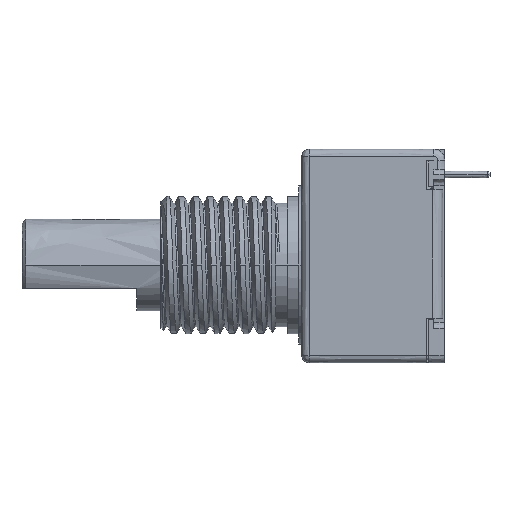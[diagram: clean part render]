
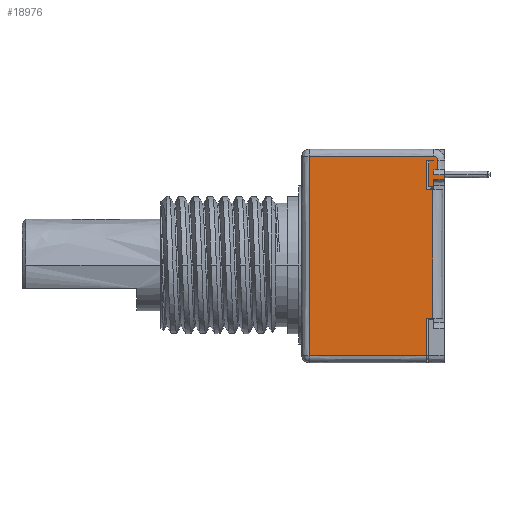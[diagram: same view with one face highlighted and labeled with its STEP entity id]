
A CAD part, left-side view. The second image highlights one B-rep face of the part: STEP entity #18976.
In plain terms, the highlighted free-form (B-spline) face has degree [1, 1] with [2, 2] control points.
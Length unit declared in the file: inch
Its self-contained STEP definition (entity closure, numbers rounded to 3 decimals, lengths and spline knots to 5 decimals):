
#939=DIRECTION('',(0.,0.,1.));
#940=VECTOR('',#939,0.012);
#941=CARTESIAN_POINT('',(-0.2805,-0.006,0.233));
#942=LINE('',#941,#940);
#5694=DIRECTION('',(0.,1.,0.));
#5695=VECTOR('',#5694,0.01031);
#5696=CARTESIAN_POINT('',(-0.2805,0.01169,0.2585));
#5697=LINE('',#5696,#5695);
#5701=DIRECTION('',(0.,0.,1.));
#5702=VECTOR('',#5701,0.0135);
#5703=CARTESIAN_POINT('',(-0.2805,0.022,0.245));
#5704=LINE('',#5703,#5702);
#5708=DIRECTION('',(0.,1.,0.));
#5709=VECTOR('',#5708,0.028);
#5710=CARTESIAN_POINT('',(-0.2805,-0.006,0.245));
#5711=LINE('',#5710,#5709);
#5715=DIRECTION('',(0.,1.,0.));
#5716=VECTOR('',#5715,0.028);
#5717=CARTESIAN_POINT('',(-0.2805,-0.006,0.233));
#5718=LINE('',#5717,#5716);
#5722=DIRECTION('',(0.,0.,1.));
#5723=VECTOR('',#5722,0.02);
#5724=CARTESIAN_POINT('',(-0.2805,0.022,0.213));
#5725=LINE('',#5724,#5723);
#5729=DIRECTION('',(0.,-1.,0.));
#5730=VECTOR('',#5729,0.014);
#5731=CARTESIAN_POINT('',(-0.2805,0.036,0.213));
#5732=LINE('',#5731,#5730);
#5736=DIRECTION('',(0.,0.,1.));
#5737=VECTOR('',#5736,0.07);
#5738=CARTESIAN_POINT('',(-0.2805,0.036,0.213));
#5739=LINE('',#5738,#5737);
#5743=DIRECTION('',(0.,-1.,0.));
#5744=VECTOR('',#5743,0.014);
#5745=CARTESIAN_POINT('',(-0.2805,0.036,0.283));
#5746=LINE('',#5745,#5744);
#5750=DIRECTION('',(0.,0.,1.));
#5751=VECTOR('',#5750,0.001);
#5752=CARTESIAN_POINT('',(-0.2805,0.022,0.283));
#5753=LINE('',#5752,#5751);
#5757=CARTESIAN_POINT('',(-0.2805,0.023,0.284));
#5758=DIRECTION('',(-1.,0.,0.));
#5759=DIRECTION('',(0.,-1.,0.));
#5760=AXIS2_PLACEMENT_3D('',#5757,#5758,#5759);
#5765=DIRECTION('',(0.,1.,0.));
#5766=VECTOR('',#5765,0.019);
#5767=CARTESIAN_POINT('',(-0.2805,0.023,0.285));
#5768=LINE('',#5767,#5766);
#5772=DIRECTION('',(0.,0.,1.));
#5773=VECTOR('',#5772,0.08);
#5774=CARTESIAN_POINT('',(-0.2805,0.042,0.205));
#5775=LINE('',#5774,#5773);
#5779=DIRECTION('',(0.,0.,1.));
#5780=VECTOR('',#5779,0.10131);
#5781=CARTESIAN_POINT('',(-0.2805,0.042,-0.24631));
#5782=LINE('',#5781,#5780);
#5786=CARTESIAN_POINT('',(-0.2805,0.023,0.284));
#5787=DIRECTION('',(1.,0.,0.));
#5788=DIRECTION('',(0.,0.,1.));
#5789=AXIS2_PLACEMENT_3D('',#5786,#5787,#5788);
#5794=DIRECTION('',(0.,0.,-1.));
#5795=VECTOR('',#5794,0.0255);
#5796=CARTESIAN_POINT('',(-0.2805,0.01169,0.284));
#5797=LINE('',#5796,#5795);
#5874=DIRECTION('',(0.,-1.,0.));
#5875=VECTOR('',#5874,0.017);
#5876=CARTESIAN_POINT('',(-0.2805,0.042,-0.145));
#5877=LINE('',#5876,#5875);
#5949=DIRECTION('',(0.,-1.,0.));
#5950=VECTOR('',#5949,0.017);
#5951=CARTESIAN_POINT('',(-0.2805,0.042,0.205));
#5952=LINE('',#5951,#5950);
#6013=DIRECTION('',(0.,0.,1.));
#6014=VECTOR('',#6013,0.35);
#6015=CARTESIAN_POINT('',(-0.2805,0.025,-0.145));
#6016=LINE('',#6015,#6014);
#6582=DIRECTION('',(0.,1.,0.));
#6583=VECTOR('',#6582,0.33831);
#6584=CARTESIAN_POINT('',(-0.2805,0.023,0.29531));
#6585=LINE('',#6584,#6583);
#6628=DIRECTION('',(0.,0.,1.));
#6629=VECTOR('',#6628,0.54163);
#6630=CARTESIAN_POINT('',(-0.2805,0.36131,-0.24631));
#6631=LINE('',#6630,#6629);
#6704=DIRECTION('',(0.,-1.,0.));
#6705=VECTOR('',#6704,0.31931);
#6706=CARTESIAN_POINT('',(-0.2805,0.36131,-0.24631));
#6707=LINE('',#6706,#6705);
#11583=CARTESIAN_POINT('',(-0.2805,0.36131,-0.24631));
#11584=CARTESIAN_POINT('',(-0.2805,0.36131,0.29531));
#11585=VERTEX_POINT('',#11583);
#11586=VERTEX_POINT('',#11584);
#11633=CARTESIAN_POINT('',(-0.2805,0.042,-0.24631));
#11635=VERTEX_POINT('',#11633);
#11685=CARTESIAN_POINT('',(-0.2805,0.025,-0.145));
#11687=VERTEX_POINT('',#11685);
#11691=CARTESIAN_POINT('',(-0.2805,0.025,0.205));
#11693=VERTEX_POINT('',#11691);
#11701=CARTESIAN_POINT('',(-0.2805,0.042,-0.145));
#11702=VERTEX_POINT('',#11701);
#11705=CARTESIAN_POINT('',(-0.2805,0.042,0.205));
#11706=VERTEX_POINT('',#11705);
#11765=CARTESIAN_POINT('',(-0.2805,0.022,0.284));
#11766=CARTESIAN_POINT('',(-0.2805,0.023,0.285));
#11767=VERTEX_POINT('',#11765);
#11768=VERTEX_POINT('',#11766);
#11779=CARTESIAN_POINT('',(-0.2805,0.01169,0.2585));
#11780=VERTEX_POINT('',#11779);
#11781=CARTESIAN_POINT('',(-0.2805,0.023,0.29531));
#11782=VERTEX_POINT('',#11781);
#11783=CARTESIAN_POINT('',(-0.2805,0.01169,0.284));
#11784=VERTEX_POINT('',#11783);
#11845=CARTESIAN_POINT('',(-0.2805,0.042,0.285));
#11846=VERTEX_POINT('',#11845);
#12393=CARTESIAN_POINT('',(-0.2805,-0.006,0.233));
#12394=CARTESIAN_POINT('',(-0.2805,0.022,0.233));
#12395=VERTEX_POINT('',#12393);
#12396=VERTEX_POINT('',#12394);
#12413=CARTESIAN_POINT('',(-0.2805,-0.006,0.245));
#12414=VERTEX_POINT('',#12413);
#12425=CARTESIAN_POINT('',(-0.2805,0.022,0.245));
#12426=VERTEX_POINT('',#12425);
#12449=CARTESIAN_POINT('',(-0.2805,0.036,0.213));
#12450=CARTESIAN_POINT('',(-0.2805,0.036,0.283));
#12451=VERTEX_POINT('',#12449);
#12452=VERTEX_POINT('',#12450);
#12459=CARTESIAN_POINT('',(-0.2805,0.022,0.213));
#12460=VERTEX_POINT('',#12459);
#13229=CARTESIAN_POINT('',(-0.2805,0.022,0.2585));
#13231=VERTEX_POINT('',#13229);
#13237=CARTESIAN_POINT('',(-0.2805,0.022,0.283));
#13239=VERTEX_POINT('',#13237);
#18932=CARTESIAN_POINT('',(-0.2805,-0.01335,-0.25715));
#18933=CARTESIAN_POINT('',(-0.2805,0.36866,-0.25715));
#18934=CARTESIAN_POINT('',(-0.2805,-0.01335,0.30615));
#18935=CARTESIAN_POINT('',(-0.2805,0.36866,0.30615));
#18936=B_SPLINE_SURFACE_WITH_KNOTS('',1,1,((#18932,#18933),(#18934,#18935)),
.UNSPECIFIED.,.F.,.F.,.F.,(2,2),(2,2),(0.00885,0.57215),(
-0.01335,0.36866),.UNSPECIFIED.);
#18938=ORIENTED_EDGE('',*,*,#18937,.T.);
#18939=ORIENTED_EDGE('',*,*,#17617,.F.);
#18941=ORIENTED_EDGE('',*,*,#18940,.F.);
#18942=ORIENTED_EDGE('',*,*,#13574,.F.);
#18944=ORIENTED_EDGE('',*,*,#18943,.T.);
#18945=ORIENTED_EDGE('',*,*,#17535,.F.);
#18947=ORIENTED_EDGE('',*,*,#18946,.F.);
#18948=ORIENTED_EDGE('',*,*,#17807,.T.);
#18949=ORIENTED_EDGE('',*,*,#18241,.T.);
#18951=ORIENTED_EDGE('',*,*,#18950,.T.);
#18953=ORIENTED_EDGE('',*,*,#18952,.T.);
#18955=ORIENTED_EDGE('',*,*,#18954,.T.);
#18956=ORIENTED_EDGE('',*,*,#18084,.F.);
#18958=ORIENTED_EDGE('',*,*,#18957,.T.);
#18960=ORIENTED_EDGE('',*,*,#18959,.F.);
#18962=ORIENTED_EDGE('',*,*,#18961,.F.);
#18963=ORIENTED_EDGE('',*,*,#18108,.F.);
#18965=ORIENTED_EDGE('',*,*,#18964,.F.);
#18967=ORIENTED_EDGE('',*,*,#18966,.T.);
#18969=ORIENTED_EDGE('',*,*,#18968,.F.);
#18971=ORIENTED_EDGE('',*,*,#18970,.T.);
#18973=ORIENTED_EDGE('',*,*,#18972,.T.);
#18974=EDGE_LOOP('',(#18938,#18939,#18941,#18942,#18944,#18945,#18947,#18948,
#18949,#18951,#18953,#18955,#18956,#18958,#18960,#18962,#18963,#18965,#18967,
#18969,#18971,#18973));
#18975=FACE_OUTER_BOUND('',#18974,.F.);
#18976=ADVANCED_FACE('',(#18975),#18936,.T.);
#5761=CIRCLE('',#5760,0.001);
#5790=CIRCLE('',#5789,0.01131);
#13574=EDGE_CURVE('',#12395,#12414,#942,.T.);
#17535=EDGE_CURVE('',#12460,#12396,#5725,.T.);
#17617=EDGE_CURVE('',#12426,#13231,#5704,.T.);
#17807=EDGE_CURVE('',#12451,#12452,#5739,.T.);
#18084=EDGE_CURVE('',#11706,#11846,#5775,.T.);
#18108=EDGE_CURVE('',#11635,#11702,#5782,.T.);
#18241=EDGE_CURVE('',#12452,#13239,#5746,.T.);
#18937=EDGE_CURVE('',#11780,#13231,#5697,.T.);
#18940=EDGE_CURVE('',#12414,#12426,#5711,.T.);
#18943=EDGE_CURVE('',#12395,#12396,#5718,.T.);
#18946=EDGE_CURVE('',#12451,#12460,#5732,.T.);
#18950=EDGE_CURVE('',#13239,#11767,#5753,.T.);
#18952=EDGE_CURVE('',#11767,#11768,#5761,.T.);
#18954=EDGE_CURVE('',#11768,#11846,#5768,.T.);
#18957=EDGE_CURVE('',#11706,#11693,#5952,.T.);
#18959=EDGE_CURVE('',#11687,#11693,#6016,.T.);
#18961=EDGE_CURVE('',#11702,#11687,#5877,.T.);
#18964=EDGE_CURVE('',#11585,#11635,#6707,.T.);
#18966=EDGE_CURVE('',#11585,#11586,#6631,.T.);
#18968=EDGE_CURVE('',#11782,#11586,#6585,.T.);
#18970=EDGE_CURVE('',#11782,#11784,#5790,.T.);
#18972=EDGE_CURVE('',#11784,#11780,#5797,.T.);
